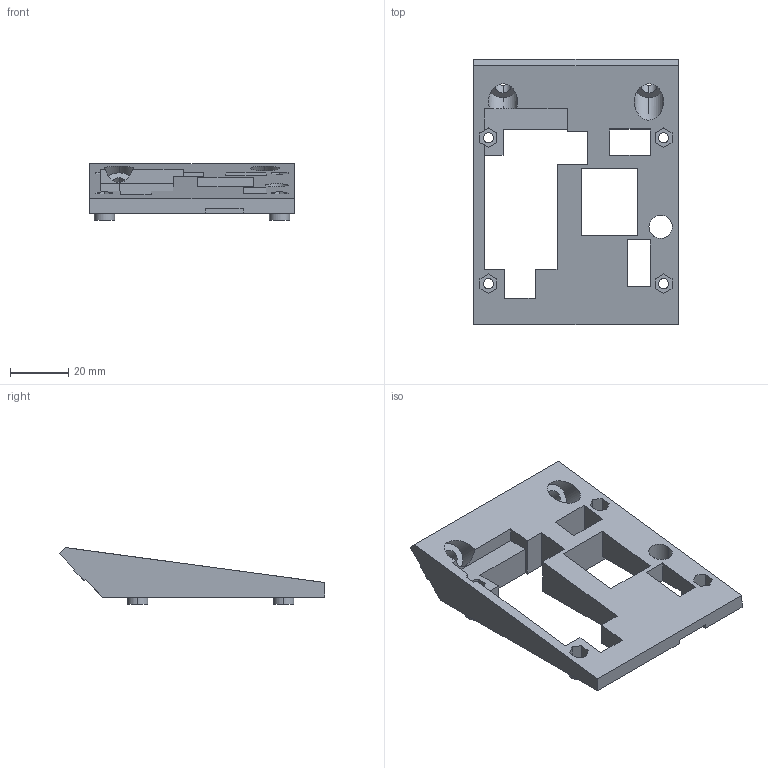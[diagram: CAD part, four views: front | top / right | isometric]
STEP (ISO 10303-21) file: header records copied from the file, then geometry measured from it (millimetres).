
FILE_DESCRIPTION (( 'STEP AP214' ), '1' );
FILE_NAME ('一体安装在底部支架-voron.STEP', '2025-08-22T02:03:19', ( '' ), ( '' ), 'SwSTEP 2.0', 'SolidWorks 2018', '' );
FILE_SCHEMA (( 'AUTOMOTIVE_DESIGN' ));
Length unit declared in the file: millimetre
Products named in the file (1): 一体安装在底部支架-voron
Bounding box: 70 x 90.85 x 19.47 mm (x, y, z)
Volume: 36563.8 mm3; surface area: 16669.4 mm2
Topology: 1 solids, 1 shells, 111 faces, 314 edges, 209 vertices
Faces by surface type: plane 85, cylinder 26
Entity records: 3652 total; most frequent: CARTESIAN_POINT 659, ORIENTED_EDGE 628, DIRECTION 584, EDGE_CURVE 314, LINE 252, VECTOR 252, VERTEX_POINT 209, AXIS2_PLACEMENT_3D 166
